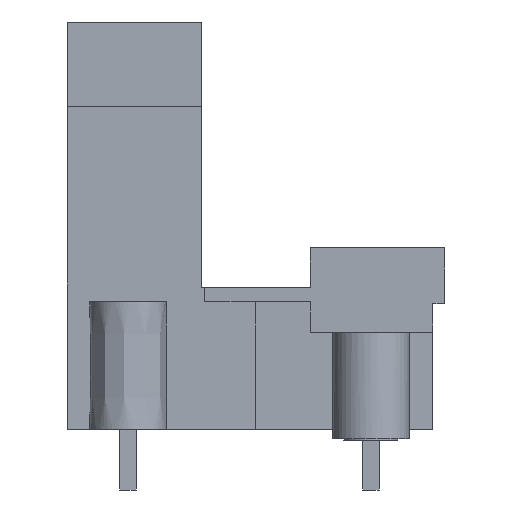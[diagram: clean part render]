
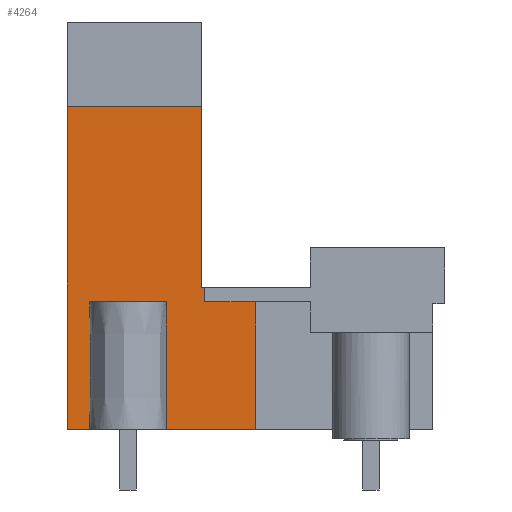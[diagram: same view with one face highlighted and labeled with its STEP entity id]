
A CAD part, left-side view. The second image highlights one B-rep face of the part: STEP entity #4264.
In plain terms, the highlighted planar face has unit normal (-1, 0, 0).
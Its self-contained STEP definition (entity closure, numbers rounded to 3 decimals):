
#4189=AXIS2_PLACEMENT_3D('Plane Axis2P3D',#4186,#4187,#4188) ;
#2369=CARTESIAN_POINT('Vertex',(3.84,23.67,3.8)) ;
#2372=CARTESIAN_POINT('Line Origine',(3.84,23.67,13.93)) ;
#2376=CARTESIAN_POINT('Vertex',(3.84,23.67,24.06)) ;
#2673=CARTESIAN_POINT('Vertex',(3.84,15.24,24.06)) ;
#2676=CARTESIAN_POINT('Line Origine',(3.84,15.24,18.38)) ;
#2680=CARTESIAN_POINT('Vertex',(3.84,15.24,12.7)) ;
#3121=CARTESIAN_POINT('Vertex',(3.84,11.84,3.8)) ;
#3124=CARTESIAN_POINT('Line Origine',(3.84,13.165,3.8)) ;
#3128=CARTESIAN_POINT('Vertex',(3.84,14.49,3.8)) ;
#3131=CARTESIAN_POINT('Line Origine',(3.84,16.171,3.8)) ;
#3135=CARTESIAN_POINT('Vertex',(3.84,17.853,3.8)) ;
#3179=CARTESIAN_POINT('Vertex',(3.84,21.887,3.8)) ;
#3182=CARTESIAN_POINT('Line Origine',(3.84,22.779,3.8)) ;
#4186=CARTESIAN_POINT('Axis2P3D Location',(3.84,23.67,3.2)) ;
#4191=CARTESIAN_POINT('Line Origine',(3.84,20.055,24.06)) ;
#4195=CARTESIAN_POINT('Vertex',(3.84,16.44,24.06)) ;
#4198=CARTESIAN_POINT('Line Origine',(3.84,21.887,7.8)) ;
#4202=CARTESIAN_POINT('Vertex',(3.84,21.887,11.8)) ;
#4205=CARTESIAN_POINT('Line Origine',(3.84,19.87,11.8)) ;
#4209=CARTESIAN_POINT('Vertex',(3.84,17.853,11.8)) ;
#4212=CARTESIAN_POINT('Line Origine',(3.84,17.853,7.8)) ;
#4217=CARTESIAN_POINT('Line Origine',(3.84,11.84,7.8)) ;
#4221=CARTESIAN_POINT('Vertex',(3.84,11.84,11.8)) ;
#4224=CARTESIAN_POINT('Line Origine',(3.84,13.44,11.8)) ;
#4228=CARTESIAN_POINT('Vertex',(3.84,15.04,11.8)) ;
#4231=CARTESIAN_POINT('Line Origine',(3.84,15.04,12.25)) ;
#4235=CARTESIAN_POINT('Vertex',(3.84,15.04,12.7)) ;
#4238=CARTESIAN_POINT('Line Origine',(3.84,15.14,12.7)) ;
#4243=CARTESIAN_POINT('Line Origine',(3.84,15.84,24.06)) ;
#2373=DIRECTION('Vector Direction',(0.,0.,1.)) ;
#2677=DIRECTION('Vector Direction',(0.,0.,1.)) ;
#3125=DIRECTION('Vector Direction',(0.,-1.,0.)) ;
#3132=DIRECTION('Vector Direction',(0.,1.,0.)) ;
#3183=DIRECTION('Vector Direction',(0.,1.,0.)) ;
#4187=DIRECTION('Axis2P3D Direction',(-1.,0.,0.)) ;
#4188=DIRECTION('Axis2P3D XDirection',(0.,-1.,0.)) ;
#4192=DIRECTION('Vector Direction',(0.,1.,0.)) ;
#4199=DIRECTION('Vector Direction',(0.,0.,1.)) ;
#4206=DIRECTION('Vector Direction',(0.,1.,0.)) ;
#4213=DIRECTION('Vector Direction',(0.,0.,1.)) ;
#4218=DIRECTION('Vector Direction',(0.,0.,1.)) ;
#4225=DIRECTION('Vector Direction',(0.,1.,0.)) ;
#4232=DIRECTION('Vector Direction',(0.,0.,-1.)) ;
#4239=DIRECTION('Vector Direction',(0.,-1.,0.)) ;
#4244=DIRECTION('Vector Direction',(0.,-1.,0.)) ;
#2374=VECTOR('Line Direction',#2373,1.) ;
#2678=VECTOR('Line Direction',#2677,1.) ;
#3126=VECTOR('Line Direction',#3125,1.) ;
#3133=VECTOR('Line Direction',#3132,1.) ;
#3184=VECTOR('Line Direction',#3183,1.) ;
#4193=VECTOR('Line Direction',#4192,1.) ;
#4200=VECTOR('Line Direction',#4199,1.) ;
#4207=VECTOR('Line Direction',#4206,1.) ;
#4214=VECTOR('Line Direction',#4213,1.) ;
#4219=VECTOR('Line Direction',#4218,1.) ;
#4226=VECTOR('Line Direction',#4225,1.) ;
#4233=VECTOR('Line Direction',#4232,1.) ;
#4240=VECTOR('Line Direction',#4239,1.) ;
#4245=VECTOR('Line Direction',#4244,1.) ;
#4249=ORIENTED_EDGE('',*,*,#4197,.T.) ;
#4250=ORIENTED_EDGE('',*,*,#2378,.T.) ;
#4251=ORIENTED_EDGE('',*,*,#3186,.F.) ;
#4252=ORIENTED_EDGE('',*,*,#4204,.T.) ;
#4253=ORIENTED_EDGE('',*,*,#4211,.F.) ;
#4254=ORIENTED_EDGE('',*,*,#4216,.F.) ;
#4255=ORIENTED_EDGE('',*,*,#3137,.F.) ;
#4256=ORIENTED_EDGE('',*,*,#3130,.T.) ;
#4257=ORIENTED_EDGE('',*,*,#4223,.T.) ;
#4258=ORIENTED_EDGE('',*,*,#4230,.T.) ;
#4259=ORIENTED_EDGE('',*,*,#4237,.F.) ;
#4260=ORIENTED_EDGE('',*,*,#4242,.F.) ;
#4261=ORIENTED_EDGE('',*,*,#2682,.T.) ;
#4262=ORIENTED_EDGE('',*,*,#4247,.T.) ;
#4264=ADVANCED_FACE('HOUSING',(#4263),#4190,.T.) ;
#2378=EDGE_CURVE('',#2377,#2370,#2375,.F.) ;
#2682=EDGE_CURVE('',#2681,#2674,#2679,.T.) ;
#3130=EDGE_CURVE('',#3129,#3122,#3127,.T.) ;
#3137=EDGE_CURVE('',#3129,#3136,#3134,.T.) ;
#3186=EDGE_CURVE('',#3180,#2370,#3185,.T.) ;
#4197=EDGE_CURVE('',#4196,#2377,#4194,.T.) ;
#4204=EDGE_CURVE('',#3180,#4203,#4201,.T.) ;
#4211=EDGE_CURVE('',#4210,#4203,#4208,.T.) ;
#4216=EDGE_CURVE('',#3136,#4210,#4215,.T.) ;
#4223=EDGE_CURVE('',#3122,#4222,#4220,.T.) ;
#4230=EDGE_CURVE('',#4222,#4229,#4227,.T.) ;
#4237=EDGE_CURVE('',#4236,#4229,#4234,.T.) ;
#4242=EDGE_CURVE('',#2681,#4236,#4241,.T.) ;
#4247=EDGE_CURVE('',#2674,#4196,#4246,.F.) ;
#4248=EDGE_LOOP('',(#4249,#4250,#4251,#4252,#4253,#4254,#4255,#4256,#4257,#4258,#4259,#4260,#4261,#4262)) ;
#4263=FACE_OUTER_BOUND('',#4248,.T.) ;
#2375=LINE('Line',#2372,#2374) ;
#2679=LINE('Line',#2676,#2678) ;
#3127=LINE('Line',#3124,#3126) ;
#3134=LINE('Line',#3131,#3133) ;
#3185=LINE('Line',#3182,#3184) ;
#4194=LINE('Line',#4191,#4193) ;
#4201=LINE('Line',#4198,#4200) ;
#4208=LINE('Line',#4205,#4207) ;
#4215=LINE('Line',#4212,#4214) ;
#4220=LINE('Line',#4217,#4219) ;
#4227=LINE('Line',#4224,#4226) ;
#4234=LINE('Line',#4231,#4233) ;
#4241=LINE('Line',#4238,#4240) ;
#4246=LINE('Line',#4243,#4245) ;
#4190=PLANE('',#4189) ;
#2370=VERTEX_POINT('',#2369) ;
#2377=VERTEX_POINT('',#2376) ;
#2674=VERTEX_POINT('',#2673) ;
#2681=VERTEX_POINT('',#2680) ;
#3122=VERTEX_POINT('',#3121) ;
#3129=VERTEX_POINT('',#3128) ;
#3136=VERTEX_POINT('',#3135) ;
#3180=VERTEX_POINT('',#3179) ;
#4196=VERTEX_POINT('',#4195) ;
#4203=VERTEX_POINT('',#4202) ;
#4210=VERTEX_POINT('',#4209) ;
#4222=VERTEX_POINT('',#4221) ;
#4229=VERTEX_POINT('',#4228) ;
#4236=VERTEX_POINT('',#4235) ;
